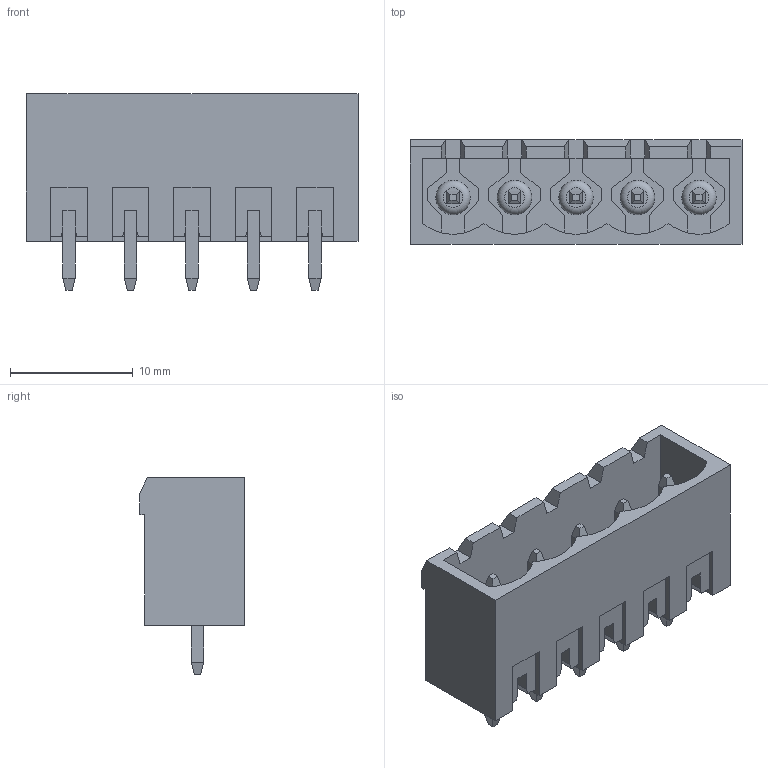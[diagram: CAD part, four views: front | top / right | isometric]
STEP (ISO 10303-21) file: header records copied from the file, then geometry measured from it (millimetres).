
FILE_DESCRIPTION( ( 'Unknown' ), '1' );
FILE_NAME( '691311700105.stp', 'Unknown', ( 'Unknown' ), ( 'Unknown' ), 'PSStep 14.0', 'Unknown', ' ' );
FILE_SCHEMA( ( 'AUTOMOTIVE_DESIGN { 1 0 10303 214 1 1 1 1 }' ) );
Length unit declared in the file: millimetre
Products named in the file (3): Assem1; 6913117001xx_PIN; 691311700105
Assembly tree (6 placements, depth 2):
  Assem1
    6913117001xx_PIN  x5
    691311700105
Bounding box: 27 x 8.5 x 16 mm (x, y, z)
Volume: 1118.8 mm3; surface area: 2570.6 mm2
Topology: 6 solids, 6 shells, 252 faces, 670 edges, 430 vertices
Faces by surface type: plane 237, cylinder 10, torus 5
Full cylindrical faces by diameter (mm): 2.8 x5
Entity records: 7832 total; most frequent: CARTESIAN_POINT 1107, ORIENTED_EDGE 1086, DIRECTION 984, EDGE_CURVE 543, LINE 508, VECTOR 508, VERTEX_POINT 361, AXIS2_PLACEMENT_3D 238
